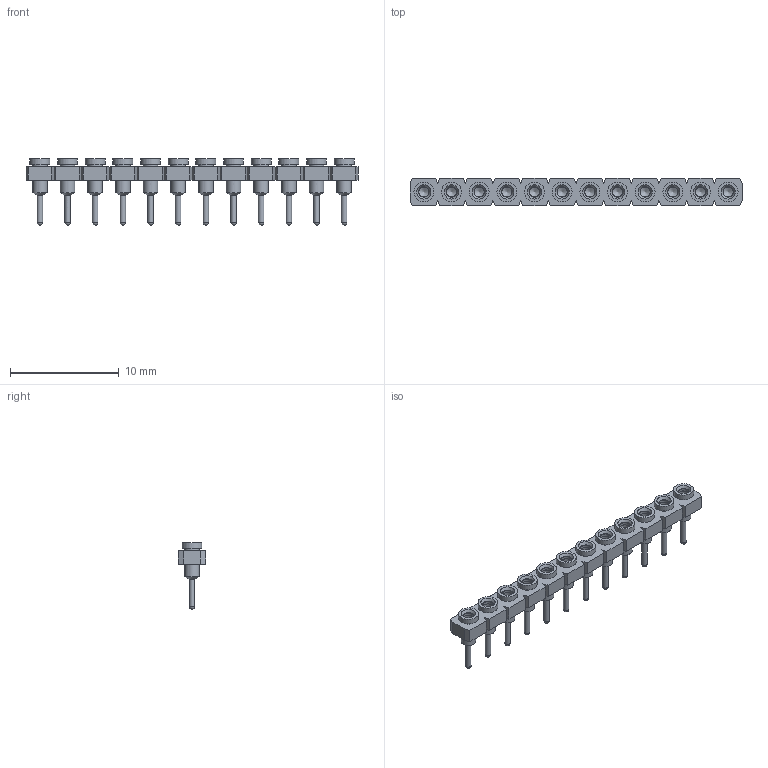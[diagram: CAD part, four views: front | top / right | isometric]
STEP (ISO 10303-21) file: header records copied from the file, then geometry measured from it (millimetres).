
FILE_DESCRIPTION(('FreeCAD Model'),'2;1');
FILE_NAME('Open CASCADE Shape Model','2025-01-11T13:27:01',(''),(''), 'Open CASCADE STEP processor 7.8','FreeCAD','Unknown');
FILE_SCHEMA(('AUTOMOTIVE_DESIGN { 1 0 10303 214 1 1 1 1 }'));
Length unit declared in the file: millimetre
Products named in the file (13): SL-112_socket; SC-4P1_pins066; SC-4P1_pins067; SC-4P1_pins068; SC-4P1_pins069; SC-4P1_pins070; SC-4P1_pins071; SC-4P1_pins072; SC-4P1_pins073; SC-4P1_pins074; SC-4P1_pins075; SC-4P1_pins076; SC-4P1_pins090
Bounding box: 30.48 x 2.54 x 6.1 mm (x, y, z)
Volume: 115.3 mm3; surface area: 682.9 mm2
Topology: 13 solids, 13 shells, 280 faces, 618 edges, 400 vertices
Faces by surface type: plane 136, cylinder 84, cone 48, sphere 12
Full cylindrical faces by diameter (mm): 0.508 x12, 0.914 x12, 1.016 x12, 1.321 x36, 1.829 x12
Entity records: 7792 total; most frequent: CARTESIAN_POINT 1467, DIRECTION 1240, ORIENTED_EDGE 1188, EDGE_CURVE 594, AXIS2_PLACEMENT_3D 509, VERTEX_POINT 400, FACE_BOUND 364, EDGE_LOOP 364
